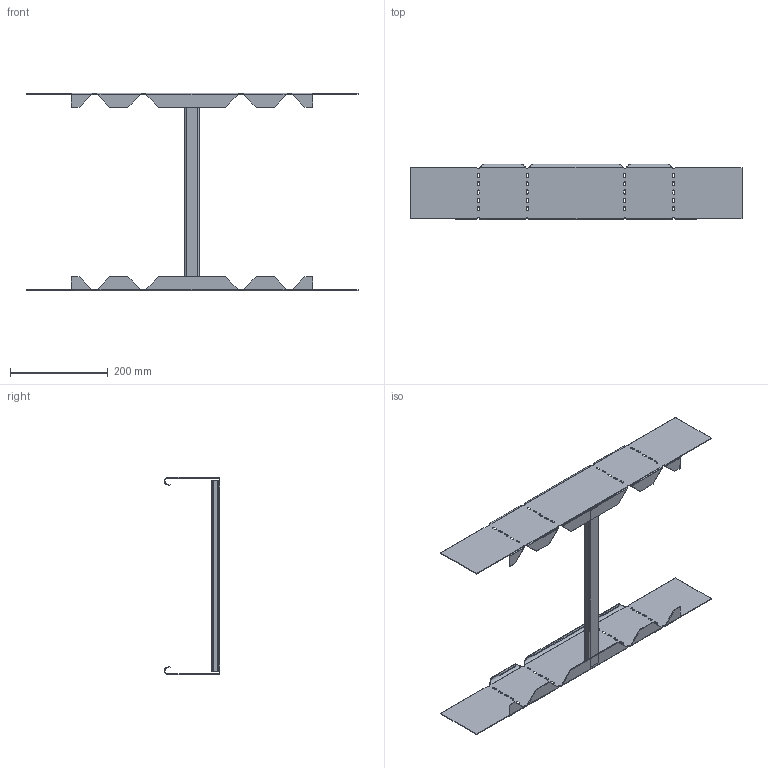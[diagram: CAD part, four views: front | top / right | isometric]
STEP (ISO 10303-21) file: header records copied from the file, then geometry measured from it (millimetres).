
FILE_DESCRIPTION (( 'STEP AP214' ), '1' );
FILE_NAME ('6225754.stp', '2016-09-19T11:14:38', ( '' ), ( '' ), 'SwSTEP 2.0', 'SolidWorks 2014', '' );
FILE_SCHEMA (( 'AUTOMOTIVE_DESIGN' ));
Length unit declared in the file: millimetre
Products named in the file (3): 088080_L393; 084881_Gerade; 6225754
Assembly tree (3 placements, depth 2):
  6225754
    084881_Gerade  x2
    088080_L393
Bounding box: 680 x 114 x 404.2 mm (x, y, z)
Volume: 302021 mm3; surface area: 410814.2 mm2
Topology: 3 solids, 3 shells, 406 faces, 1040 edges, 640 vertices
Faces by surface type: plane 242, cylinder 136, bspline 28
Entity records: 7300 total; most frequent: CARTESIAN_POINT 1892, ORIENTED_EDGE 1116, DIRECTION 1046, EDGE_CURVE 558, VECTOR 386, LINE 386, VERTEX_POINT 340, AXIS2_PLACEMENT_3D 330
